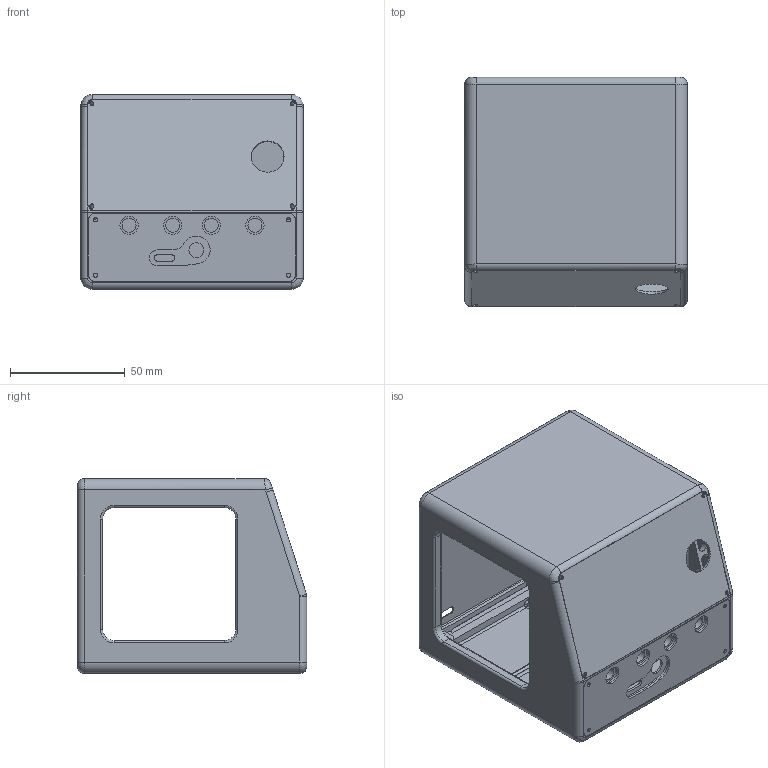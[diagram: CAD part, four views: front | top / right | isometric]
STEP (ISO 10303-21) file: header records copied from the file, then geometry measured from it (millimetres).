
FILE_DESCRIPTION(('FreeCAD Model'),'2;1');
FILE_NAME('Open CASCADE Shape Model','2025-12-24T09:16:04',(''),(''), 'Open CASCADE STEP processor 7.8','FreeCAD','Unknown');
FILE_SCHEMA(('AUTOMOTIVE_DESIGN { 1 0 10303 214 1 1 1 1 }'));
Length unit declared in the file: millimetre
Products named in the file (5): loadlynx_shell; Main; Back; Display; IO
Assembly tree (4 placements, depth 2):
  loadlynx_shell
    Main
    Back
    Display
    IO
Bounding box: 97 x 100 x 85 mm (x, y, z)
Volume: 76155.3 mm3; surface area: 98996.1 mm2
Topology: 4 solids, 4 shells, 695 faces, 1777 edges, 1075 vertices
Faces by surface type: cylinder 355, plane 250, torus 62, sphere 16, bspline 6, revolution 6
Full cylindrical faces by diameter (mm): 1.8 x4, 2.2 x16, 3 x6, 4.05 x4, 4.2 x4, 6.1 x4, 6.5 x1, 8 x8, 14.3 x1
Entity records: 22394 total; most frequent: CARTESIAN_POINT 4986, DIRECTION 3795, ORIENTED_EDGE 3518, EDGE_CURVE 1759, AXIS2_PLACEMENT_3D 1394, VERTEX_POINT 1075, LINE 1001, VECTOR 1001
